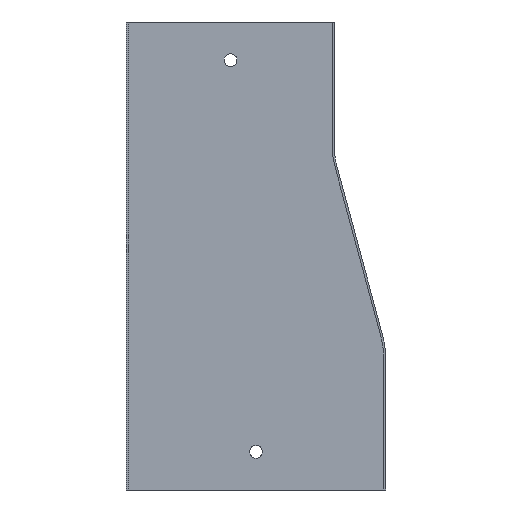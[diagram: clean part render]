
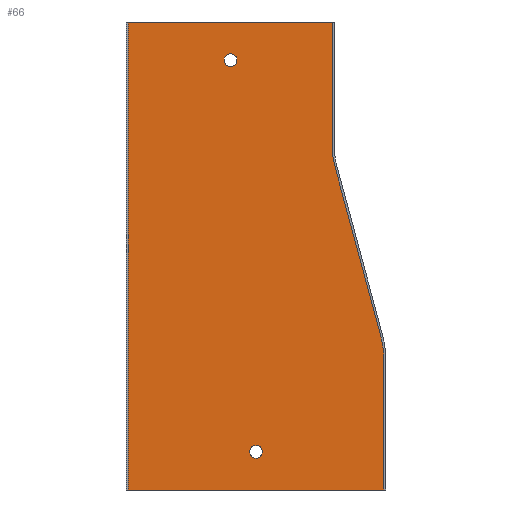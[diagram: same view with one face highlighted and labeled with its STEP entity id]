
A CAD part, front view. The second image highlights one B-rep face of the part: STEP entity #66.
In plain terms, the highlighted planar face has unit normal (0, -1, 0).
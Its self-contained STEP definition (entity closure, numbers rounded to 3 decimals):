
#24 = AXIS2_PLACEMENT_3D ( 'NONE', #192, #191, #190 ) ;
#27 = AXIS2_PLACEMENT_3D ( 'NONE', #212, #211, #210 ) ;
#29 = AXIS2_PLACEMENT_3D ( 'NONE', #238, #237, #236 ) ;
#34 = AXIS2_PLACEMENT_3D ( 'NONE', #246, #245, #218 ) ;
#35 = AXIS2_PLACEMENT_3D ( 'NONE', #159, #276, #223 ) ;
#66 = ADVANCED_FACE ( 'NONE', ( #451, #423, #457 ), #221, .F. ) ;
#68 = EDGE_CURVE ( 'NONE', #551, #551, #539, .T. ) ;
#88 = EDGE_CURVE ( 'NONE', #460, #570, #524, .T. ) ;
#89 = EDGE_CURVE ( 'NONE', #566, #344, #515, .T. ) ;
#94 = EDGE_CURVE ( 'NONE', #450, #460, #506, .T. ) ;
#95 = EDGE_CURVE ( 'NONE', #344, #450, #518, .T. ) ;
#101 = EDGE_CURVE ( 'NONE', #558, #558, #500, .T. ) ;
#105 = EDGE_CURVE ( 'NONE', #566, #337, #488, .T. ) ;
#107 = EDGE_CURVE ( 'NONE', #570, #461, #496, .T. ) ;
#110 = EDGE_CURVE ( 'NONE', #565, #461, #486, .T. ) ;
#128 = CARTESIAN_POINT ( 'NONE',  ( 102., 0., -184. ) ) ;
#133 = CARTESIAN_POINT ( 'NONE',  ( 101.2, 0., -51.283 ) ) ;
#148 = DIRECTION ( 'NONE',  ( 1., 0., 0. ) ) ;
#159 = CARTESIAN_POINT ( 'NONE',  ( 100., 0., -51.283 ) ) ;
#164 = DIRECTION ( 'NONE',  ( 0., 0., -1. ) ) ;
#188 = CARTESIAN_POINT ( 'NONE',  ( 82., 0., 0. ) ) ;
#189 = DIRECTION ( 'NONE',  ( -1., 0., 0. ) ) ;
#190 = DIRECTION ( 'NONE',  ( 0., 0., 1. ) ) ;
#191 = DIRECTION ( 'NONE',  ( 0., -1., 0. ) ) ;
#192 = CARTESIAN_POINT ( 'NONE',  ( 41., 0., -15. ) ) ;
#210 = DIRECTION ( 'NONE',  ( 0., 0., 1. ) ) ;
#211 = DIRECTION ( 'NONE',  ( 0., -1., 0. ) ) ;
#212 = CARTESIAN_POINT ( 'NONE',  ( 100., 0., -51.283 ) ) ;
#218 = DIRECTION ( 'NONE',  ( 0., 0., 1. ) ) ;
#221 = PLANE ( 'NONE',  #35 ) ;
#223 = DIRECTION ( 'NONE',  ( 0., 0., 1. ) ) ;
#226 = CARTESIAN_POINT ( 'NONE',  ( 81.2, 0., -51.283 ) ) ;
#227 = DIRECTION ( 'NONE',  ( 0.261, 0., -0.965 ) ) ;
#228 = CARTESIAN_POINT ( 'NONE',  ( 81.851, 0., -56.188 ) ) ;
#236 = DIRECTION ( 'NONE',  ( 0., 0., 1. ) ) ;
#237 = DIRECTION ( 'NONE',  ( 0., 1., 0. ) ) ;
#238 = CARTESIAN_POINT ( 'NONE',  ( 70., 0., -131.921 ) ) ;
#245 = DIRECTION ( 'NONE',  ( 0., -1., 0. ) ) ;
#246 = CARTESIAN_POINT ( 'NONE',  ( 51., 0., -169. ) ) ;
#273 = DIRECTION ( 'NONE',  ( 0., 0., -1. ) ) ;
#276 = DIRECTION ( 'NONE',  ( 0., 1., 0. ) ) ;
#285 = ORIENTED_EDGE ( 'NONE', *, *, #110, .T. ) ;
#299 = ORIENTED_EDGE ( 'NONE', *, *, #88, .F. ) ;
#329 = EDGE_LOOP ( 'NONE', ( #435 ) ) ;
#337 = VERTEX_POINT ( 'NONE', #647 ) ;
#343 = ORIENTED_EDGE ( 'NONE', *, *, #95, .F. ) ;
#344 = VERTEX_POINT ( 'NONE', #652 ) ;
#357 = ORIENTED_EDGE ( 'NONE', *, *, #89, .F. ) ;
#363 = ORIENTED_EDGE ( 'NONE', *, *, #107, .F. ) ;
#376 = ORIENTED_EDGE ( 'NONE', *, *, #68, .F. ) ;
#378 = EDGE_LOOP ( 'NONE', ( #376 ) ) ;
#383 = ORIENTED_EDGE ( 'NONE', *, *, #94, .F. ) ;
#384 = ORIENTED_EDGE ( 'NONE', *, *, #105, .T. ) ;
#399 = EDGE_LOOP ( 'NONE', ( #426, #285, #363, #299, #383, #343, #357, #384 ) ) ;
#423 = FACE_OUTER_BOUND ( 'NONE', #399, .T. ) ;
#426 = ORIENTED_EDGE ( 'NONE', *, *, #612, .F. ) ;
#435 = ORIENTED_EDGE ( 'NONE', *, *, #101, .F. ) ;
#450 = VERTEX_POINT ( 'NONE', #668 ) ;
#451 = FACE_BOUND ( 'NONE', #329, .T. ) ;
#457 = FACE_BOUND ( 'NONE', #378, .T. ) ;
#460 = VERTEX_POINT ( 'NONE', #633 ) ;
#461 = VERTEX_POINT ( 'NONE', #625 ) ;
#464 = VECTOR ( 'NONE', #148, 1000. ) ;
#483 = VECTOR ( 'NONE', #273, 1000. ) ;
#486 = LINE ( 'NONE', #128, #464 ) ;
#488 = LINE ( 'NONE', #188, #489 ) ;
#489 = VECTOR ( 'NONE', #189, 1000. ) ;
#496 = LINE ( 'NONE', #133, #483 ) ;
#500 = CIRCLE ( 'NONE', #24, 2.5 ) ;
#504 = VECTOR ( 'NONE', #227, 1000. ) ;
#506 = LINE ( 'NONE', #228, #504 ) ;
#513 = VECTOR ( 'NONE', #164, 1000. ) ;
#515 = LINE ( 'NONE', #226, #513 ) ;
#518 = CIRCLE ( 'NONE', #27, 18.8 ) ;
#524 = CIRCLE ( 'NONE', #29, 31.2 ) ;
#539 = CIRCLE ( 'NONE', #34, 2.5 ) ;
#545 = VECTOR ( 'NONE', #638, 1000. ) ;
#551 = VERTEX_POINT ( 'NONE', #640 ) ;
#558 = VERTEX_POINT ( 'NONE', #639 ) ;
#565 = VERTEX_POINT ( 'NONE', #642 ) ;
#566 = VERTEX_POINT ( 'NONE', #634 ) ;
#570 = VERTEX_POINT ( 'NONE', #692 ) ;
#574 = LINE ( 'NONE', #661, #545 ) ;
#612 = EDGE_CURVE ( 'NONE', #565, #337, #574, .T. ) ;
#625 = CARTESIAN_POINT ( 'NONE',  ( 101.2, 0., -184. ) ) ;
#633 = CARTESIAN_POINT ( 'NONE',  ( 100.119, 0., -123.78 ) ) ;
#634 = CARTESIAN_POINT ( 'NONE',  ( 81.2, 0., 0. ) ) ;
#638 = DIRECTION ( 'NONE',  ( 0., 0., 1. ) ) ;
#639 = CARTESIAN_POINT ( 'NONE',  ( 41., 0., -12.5 ) ) ;
#640 = CARTESIAN_POINT ( 'NONE',  ( 51., 0., -166.5 ) ) ;
#642 = CARTESIAN_POINT ( 'NONE',  ( 0.8, 0., -184. ) ) ;
#647 = CARTESIAN_POINT ( 'NONE',  ( 0.8, 0., 0. ) ) ;
#652 = CARTESIAN_POINT ( 'NONE',  ( 81.2, 0., -51.283 ) ) ;
#661 = CARTESIAN_POINT ( 'NONE',  ( 0.8, 0., -51.283 ) ) ;
#668 = CARTESIAN_POINT ( 'NONE',  ( 81.851, 0., -56.188 ) ) ;
#692 = CARTESIAN_POINT ( 'NONE',  ( 101.2, 0., -131.921 ) ) ;
